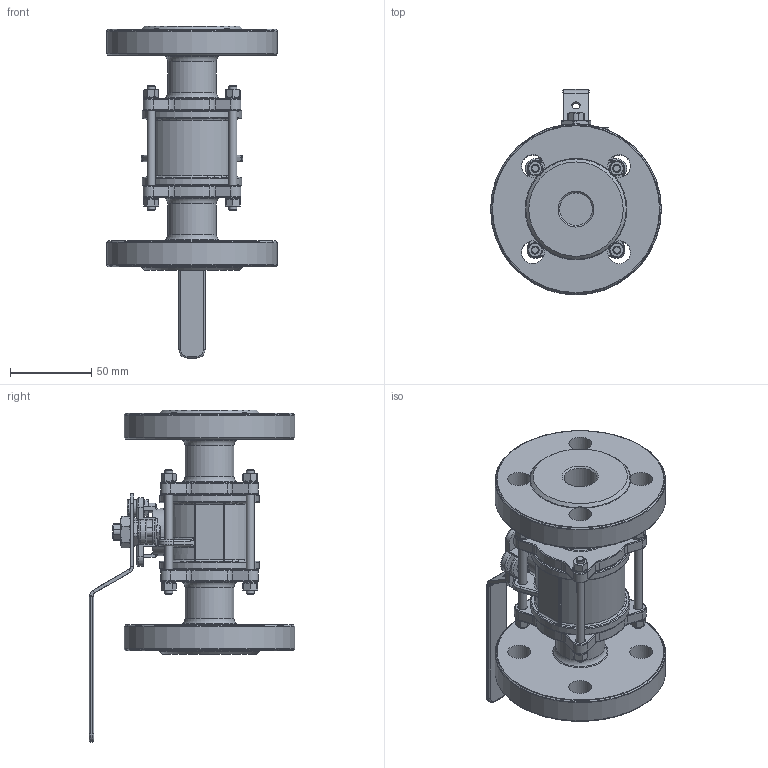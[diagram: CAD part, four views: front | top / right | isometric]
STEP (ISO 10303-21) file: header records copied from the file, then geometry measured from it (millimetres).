
FILE_DESCRIPTION(/* description */ (''),/* implementation_level */ '2;1');
FILE_NAME(/* name */ 'DN20_3D_STEP.stp',/* time_stamp */ '2024-10-30T11:20:55+03:00',/* author */ ('igorr'),/* organization */ (''),/* preprocessor_version */ 'ST-DEVELOPER v20',/* originating_system */ 'Autodesk Inventor 2025',/* authorisation */ '');
FILE_SCHEMA (('AUTOMOTIVE_DESIGN { 1 0 10303 214 3 1 1 }'));
Length unit declared in the file: millimetre
Products named in the file (9): Сборка; Деталь1; Деталь6; AS 1112 - M5  Тип 5; BS 3692 - M10; AS 1110 - M5 x 10; AS 1420 - 1973 - M6 x 12; ISO 4035 - M5; ISO 4035 - M6
Assembly tree (17 placements, depth 2):
  Сборка
    Деталь1
    Деталь6
    AS 1112 - M5  Тип 5  x8
    BS 3692 - M10
    AS 1110 - M5 x 10  x2
    AS 1420 - 1973 - M6 x 12
    ISO 4035 - M5  x2
    ISO 4035 - M6
Bounding box: 105 x 126.5 x 204 mm (x, y, z)
Volume: 473093.4 mm3; surface area: 103027.9 mm2
Topology: 21 solids, 21 shells, 1030 faces, 2469 edges, 1488 vertices
Faces by surface type: plane 370, cylinder 237, cone 175, torus 142, bspline 100, sphere 6
Full cylindrical faces by diameter (mm): 4.134 x10, 4.917 x1, 5 x7, 6 x13, 8 x3, 8.376 x1, 9 x8, 10 x1, 12 x2, 14 x8, 15 x1, 20 x2, 30 x2, 51 x2, 61 x2, 105 x2
Entity records: 28347 total; most frequent: CARTESIAN_POINT 8079, ORIENTED_EDGE 4050, DIRECTION 3998, EDGE_CURVE 2025, AXIS2_PLACEMENT_3D 1563, VERTEX_POINT 1236, EDGE_LOOP 923, LINE 872
